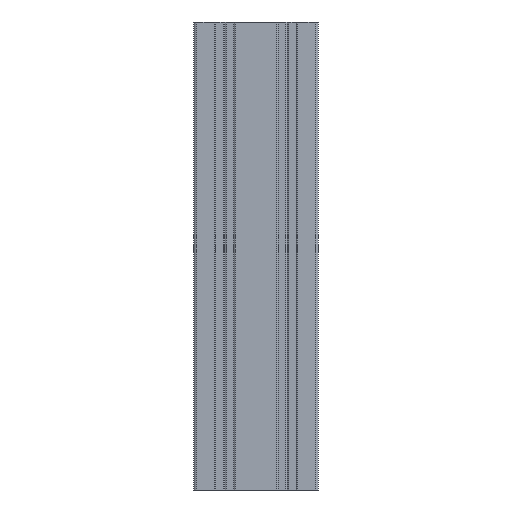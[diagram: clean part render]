
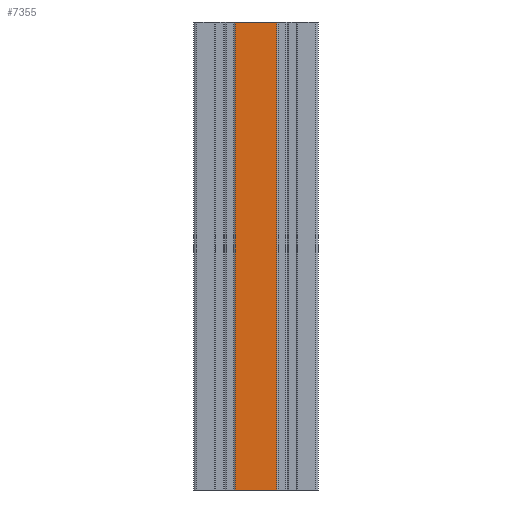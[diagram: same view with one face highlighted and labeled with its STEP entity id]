
A CAD part, front view. The second image highlights one B-rep face of the part: STEP entity #7355.
In plain terms, the highlighted planar face has unit normal (0, -1, 0).
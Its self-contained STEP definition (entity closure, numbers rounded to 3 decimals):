
#72 = PLANE('',#73);
#73 = AXIS2_PLACEMENT_3D('',#74,#75,#76);
#74 = CARTESIAN_POINT('',(20.,20.,150.));
#75 = DIRECTION('',(-0.,-0.,-1.));
#76 = DIRECTION('',(-1.,0.,0.));
#126 = PLANE('',#127);
#127 = AXIS2_PLACEMENT_3D('',#128,#129,#130);
#128 = CARTESIAN_POINT('',(20.,20.,0.));
#129 = DIRECTION('',(-0.,-0.,-1.));
#130 = DIRECTION('',(-1.,0.,0.));
#7215 = CYLINDRICAL_SURFACE('',#7216,0.3);
#7216 = AXIS2_PLACEMENT_3D('',#7217,#7218,#7219);
#7217 = CARTESIAN_POINT('',(26.7,10.3,0.));
#7218 = DIRECTION('',(-0.,-0.,-1.));
#7219 = DIRECTION('',(1.,0.,0.));
#7273 = EDGE_CURVE('',#7274,#7276,#7278,.T.);
#7274 = VERTEX_POINT('',#7275);
#7275 = CARTESIAN_POINT('',(26.7,10.,0.));
#7276 = VERTEX_POINT('',#7277);
#7277 = CARTESIAN_POINT('',(26.7,10.,150.));
#7278 = SURFACE_CURVE('',#7279,(#7283,#7290),.PCURVE_S1.);
#7279 = LINE('',#7280,#7281);
#7280 = CARTESIAN_POINT('',(26.7,10.,0.));
#7281 = VECTOR('',#7282,1.);
#7282 = DIRECTION('',(0.,0.,1.));
#7283 = PCURVE('',#7215,#7284);
#7284 = DEFINITIONAL_REPRESENTATION('',(#7285),#7289);
#7285 = LINE('',#7286,#7287);
#7286 = CARTESIAN_POINT('',(-4.712,0.));
#7287 = VECTOR('',#7288,1.);
#7288 = DIRECTION('',(-0.,-1.));
#7289 = ( GEOMETRIC_REPRESENTATION_CONTEXT(2) 
PARAMETRIC_REPRESENTATION_CONTEXT() REPRESENTATION_CONTEXT('2D SPACE',''
  ) );
#7290 = PCURVE('',#7291,#7296);
#7291 = PLANE('',#7292);
#7292 = AXIS2_PLACEMENT_3D('',#7293,#7294,#7295);
#7293 = CARTESIAN_POINT('',(13.3,10.,0.));
#7294 = DIRECTION('',(0.,1.,-0.));
#7295 = DIRECTION('',(1.,0.,0.));
#7296 = DEFINITIONAL_REPRESENTATION('',(#7297),#7301);
#7297 = LINE('',#7298,#7299);
#7298 = CARTESIAN_POINT('',(13.4,0.));
#7299 = VECTOR('',#7300,1.);
#7300 = DIRECTION('',(0.,-1.));
#7301 = ( GEOMETRIC_REPRESENTATION_CONTEXT(2) 
PARAMETRIC_REPRESENTATION_CONTEXT() REPRESENTATION_CONTEXT('2D SPACE',''
  ) );
#7355 = ADVANCED_FACE('',(#7356),#7291,.F.);
#7356 = FACE_BOUND('',#7357,.F.);
#7357 = EDGE_LOOP('',(#7358,#7388,#7409,#7410));
#7358 = ORIENTED_EDGE('',*,*,#7359,.T.);
#7359 = EDGE_CURVE('',#7360,#7362,#7364,.T.);
#7360 = VERTEX_POINT('',#7361);
#7361 = CARTESIAN_POINT('',(13.3,10.,0.));
#7362 = VERTEX_POINT('',#7363);
#7363 = CARTESIAN_POINT('',(13.3,10.,150.));
#7364 = SURFACE_CURVE('',#7365,(#7369,#7376),.PCURVE_S1.);
#7365 = LINE('',#7366,#7367);
#7366 = CARTESIAN_POINT('',(13.3,10.,0.));
#7367 = VECTOR('',#7368,1.);
#7368 = DIRECTION('',(0.,0.,1.));
#7369 = PCURVE('',#7291,#7370);
#7370 = DEFINITIONAL_REPRESENTATION('',(#7371),#7375);
#7371 = LINE('',#7372,#7373);
#7372 = CARTESIAN_POINT('',(0.,0.));
#7373 = VECTOR('',#7374,1.);
#7374 = DIRECTION('',(0.,-1.));
#7375 = ( GEOMETRIC_REPRESENTATION_CONTEXT(2) 
PARAMETRIC_REPRESENTATION_CONTEXT() REPRESENTATION_CONTEXT('2D SPACE',''
  ) );
#7376 = PCURVE('',#7377,#7382);
#7377 = CYLINDRICAL_SURFACE('',#7378,0.3);
#7378 = AXIS2_PLACEMENT_3D('',#7379,#7380,#7381);
#7379 = CARTESIAN_POINT('',(13.3,10.3,0.));
#7380 = DIRECTION('',(-0.,-0.,-1.));
#7381 = DIRECTION('',(1.,0.,0.));
#7382 = DEFINITIONAL_REPRESENTATION('',(#7383),#7387);
#7383 = LINE('',#7384,#7385);
#7384 = CARTESIAN_POINT('',(-4.712,0.));
#7385 = VECTOR('',#7386,1.);
#7386 = DIRECTION('',(-0.,-1.));
#7387 = ( GEOMETRIC_REPRESENTATION_CONTEXT(2) 
PARAMETRIC_REPRESENTATION_CONTEXT() REPRESENTATION_CONTEXT('2D SPACE',''
  ) );
#7388 = ORIENTED_EDGE('',*,*,#7389,.T.);
#7389 = EDGE_CURVE('',#7362,#7276,#7390,.T.);
#7390 = SURFACE_CURVE('',#7391,(#7395,#7402),.PCURVE_S1.);
#7391 = LINE('',#7392,#7393);
#7392 = CARTESIAN_POINT('',(13.3,10.,150.));
#7393 = VECTOR('',#7394,1.);
#7394 = DIRECTION('',(1.,0.,0.));
#7395 = PCURVE('',#7291,#7396);
#7396 = DEFINITIONAL_REPRESENTATION('',(#7397),#7401);
#7397 = LINE('',#7398,#7399);
#7398 = CARTESIAN_POINT('',(0.,-150.));
#7399 = VECTOR('',#7400,1.);
#7400 = DIRECTION('',(1.,0.));
#7401 = ( GEOMETRIC_REPRESENTATION_CONTEXT(2) 
PARAMETRIC_REPRESENTATION_CONTEXT() REPRESENTATION_CONTEXT('2D SPACE',''
  ) );
#7402 = PCURVE('',#72,#7403);
#7403 = DEFINITIONAL_REPRESENTATION('',(#7404),#7408);
#7404 = LINE('',#7405,#7406);
#7405 = CARTESIAN_POINT('',(6.7,-10.));
#7406 = VECTOR('',#7407,1.);
#7407 = DIRECTION('',(-1.,0.));
#7408 = ( GEOMETRIC_REPRESENTATION_CONTEXT(2) 
PARAMETRIC_REPRESENTATION_CONTEXT() REPRESENTATION_CONTEXT('2D SPACE',''
  ) );
#7409 = ORIENTED_EDGE('',*,*,#7273,.F.);
#7410 = ORIENTED_EDGE('',*,*,#7411,.F.);
#7411 = EDGE_CURVE('',#7360,#7274,#7412,.T.);
#7412 = SURFACE_CURVE('',#7413,(#7417,#7424),.PCURVE_S1.);
#7413 = LINE('',#7414,#7415);
#7414 = CARTESIAN_POINT('',(13.3,10.,0.));
#7415 = VECTOR('',#7416,1.);
#7416 = DIRECTION('',(1.,0.,0.));
#7417 = PCURVE('',#7291,#7418);
#7418 = DEFINITIONAL_REPRESENTATION('',(#7419),#7423);
#7419 = LINE('',#7420,#7421);
#7420 = CARTESIAN_POINT('',(0.,0.));
#7421 = VECTOR('',#7422,1.);
#7422 = DIRECTION('',(1.,0.));
#7423 = ( GEOMETRIC_REPRESENTATION_CONTEXT(2) 
PARAMETRIC_REPRESENTATION_CONTEXT() REPRESENTATION_CONTEXT('2D SPACE',''
  ) );
#7424 = PCURVE('',#126,#7425);
#7425 = DEFINITIONAL_REPRESENTATION('',(#7426),#7430);
#7426 = LINE('',#7427,#7428);
#7427 = CARTESIAN_POINT('',(6.7,-10.));
#7428 = VECTOR('',#7429,1.);
#7429 = DIRECTION('',(-1.,0.));
#7430 = ( GEOMETRIC_REPRESENTATION_CONTEXT(2) 
PARAMETRIC_REPRESENTATION_CONTEXT() REPRESENTATION_CONTEXT('2D SPACE',''
  ) );
